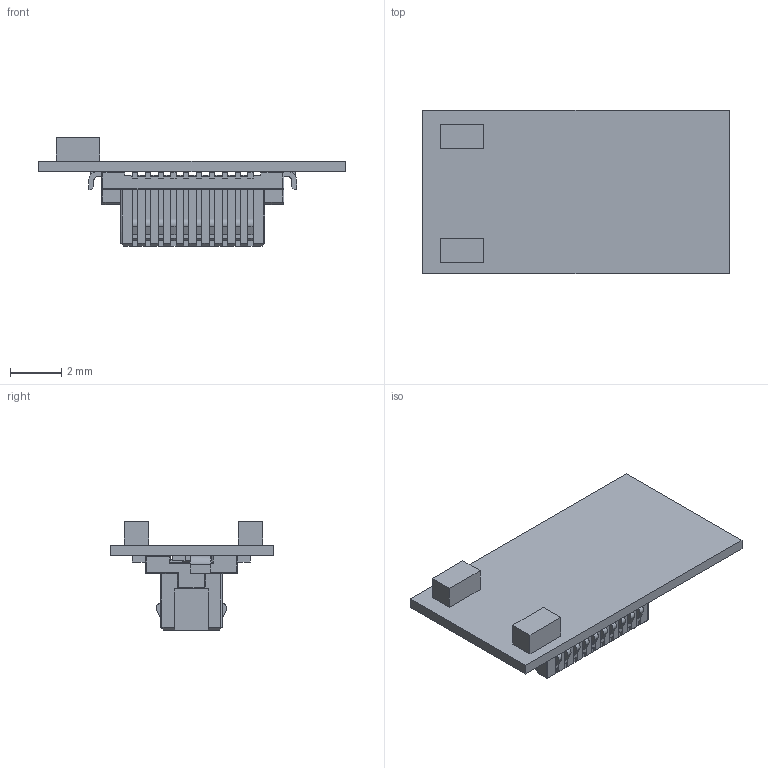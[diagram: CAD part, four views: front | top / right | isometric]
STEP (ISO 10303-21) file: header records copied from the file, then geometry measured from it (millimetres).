
FILE_DESCRIPTION(('Open CASCADE Model'),'2;1');
FILE_NAME('Open CASCADE Shape Model','2022-07-20T18:39:59',('Author'),( 'Open CASCADE'),'Open CASCADE STEP processor 6.8','Open CASCADE 6.8' ,'Unknown');
FILE_SCHEMA(('AUTOMOTIVE_DESIGN { 1 0 10303 214 1 1 1 1 }'));
Length unit declared in the file: millimetre
Products named in the file (14): PCB; Board; Open CASCADE STEP translator 6.8 1.1.1; Open CASCADE STEP translator 6.8 1.2; 6039755280; Extruded; Open CASCADE STEP translator 6.8 1.3; J1; Conn_Hirose_DF12B-20DS-0_5V_86_eec; 1; 2; 3; Hirose_Electric; 4
Assembly tree (14 placements, depth 4):
  PCB
    Board
      Open CASCADE STEP translator 6.8 1.1.1
    Open CASCADE STEP translator 6.8 1.2
      6039755280
        Extruded
    Open CASCADE STEP translator 6.8 1.3
      6039755280
        Extruded
    J1
      Conn_Hirose_DF12B-20DS-0_5V_86_eec
        1
        2
        3
        Hirose_Electric
        4
Bounding box: 11.94 x 6.35 x 4.21 mm (x, y, z)
Volume: 79.4 mm3; surface area: 399.1 mm2
Topology: 65 solids, 65 shells, 1121 faces, 2885 edges, 1892 vertices
Faces by surface type: plane 1009, cylinder 100, sphere 6, bspline 6
Entity records: 33931 total; most frequent: CARTESIAN_POINT 5997, ORIENTED_EDGE 5746, DIRECTION 5303, EDGE_CURVE 2873, LINE 2667, VECTOR 2667, VERTEX_POINT 1884, AXIS2_PLACEMENT_3D 1318
